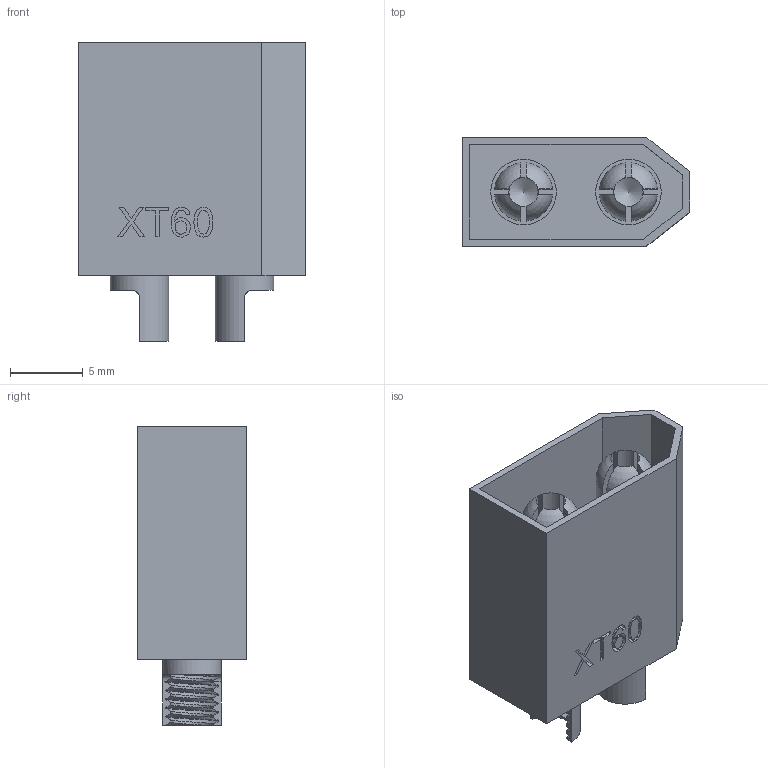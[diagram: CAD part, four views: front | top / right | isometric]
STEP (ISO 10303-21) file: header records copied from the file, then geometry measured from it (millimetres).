
FILE_DESCRIPTION(/* description */ (''),/* implementation_level */ '2;1');
FILE_NAME(/* name */ 'Component1.step',/* time_stamp */ '2023-06-29T07:16:40+03:00',/* author */ (''),/* organization */ (''),/* preprocessor_version */ 'ST-DEVELOPER v19.2',/* originating_system */ 'Autodesk Translation Framework v12.6.0.85',/* authorisation */ '');
FILE_SCHEMA (('AUTOMOTIVE_DESIGN { 1 0 10303 214 3 1 1 }'));
Length unit declared in the file: millimetre
Products named in the file (1): FusionComponent
Bounding box: 15.6 x 7.5 x 20.5 mm (x, y, z)
Volume: 936.7 mm3; surface area: 2137 mm2
Topology: 1 solids, 1 shells, 348 faces, 981 edges, 654 vertices
Faces by surface type: bspline 158, plane 102, cylinder 76, sphere 8, cone 4
Full cylindrical faces by diameter (mm): 2 x2, 2.93 x5, 3.599 x4, 4 x2, 4.5 x4
Entity records: 18318 total; most frequent: CARTESIAN_POINT 10454, ORIENTED_EDGE 1954, DIRECTION 988, EDGE_CURVE 977, VERTEX_POINT 654, B_SPLINE_CURVE_WITH_KNOTS 453, LINE 442, VECTOR 442
